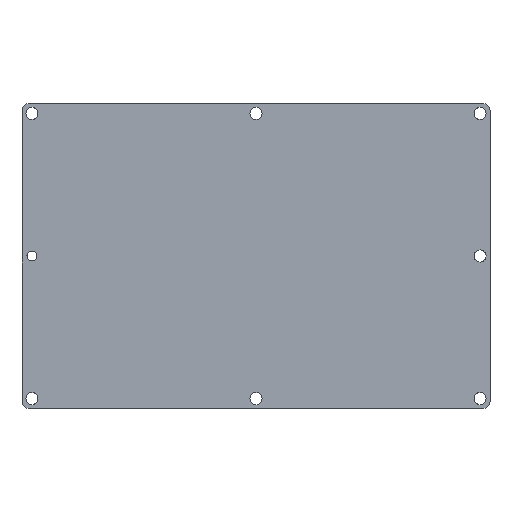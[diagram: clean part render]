
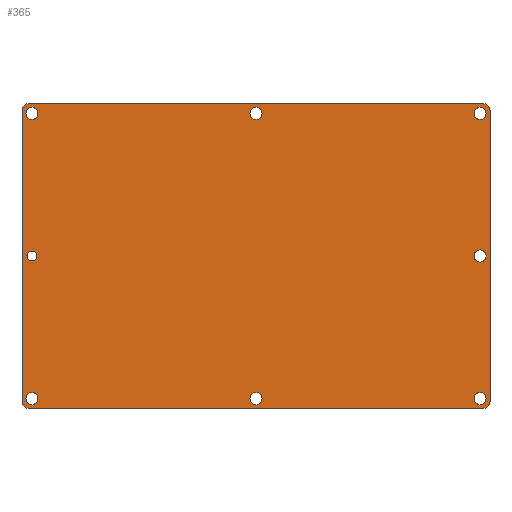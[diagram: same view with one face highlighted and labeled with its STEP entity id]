
A CAD part, top view. The second image highlights one B-rep face of the part: STEP entity #365.
In plain terms, the highlighted planar face has unit normal (0, 0, 1).
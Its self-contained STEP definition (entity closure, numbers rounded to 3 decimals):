
#15=FACE_BOUND('',#72,.T.);
#16=FACE_BOUND('',#73,.T.);
#17=FACE_BOUND('',#74,.T.);
#18=FACE_BOUND('',#75,.T.);
#19=FACE_BOUND('',#76,.T.);
#20=FACE_BOUND('',#77,.T.);
#21=FACE_BOUND('',#78,.T.);
#22=FACE_BOUND('',#79,.T.);
#35=PLANE('',#421);
#53=FACE_OUTER_BOUND('',#71,.T.);
#71=EDGE_LOOP('',(#305,#306,#307,#308,#309,#310,#311,#312));
#72=EDGE_LOOP('',(#313));
#73=EDGE_LOOP('',(#314));
#74=EDGE_LOOP('',(#315));
#75=EDGE_LOOP('',(#316));
#76=EDGE_LOOP('',(#317));
#77=EDGE_LOOP('',(#318));
#78=EDGE_LOOP('',(#319));
#79=EDGE_LOOP('',(#320));
#96=LINE('',#579,#120);
#101=LINE('',#593,#125);
#105=LINE('',#605,#129);
#109=LINE('',#617,#133);
#120=VECTOR('',#476,10.);
#125=VECTOR('',#489,10.);
#129=VECTOR('',#501,10.);
#133=VECTOR('',#513,10.);
#137=CIRCLE('',#382,2.3);
#139=CIRCLE('',#385,2.3);
#141=CIRCLE('',#388,2.3);
#143=CIRCLE('',#391,2.3);
#145=CIRCLE('',#394,2.3);
#147=CIRCLE('',#397,2.3);
#149=CIRCLE('',#400,2.3);
#151=CIRCLE('',#404,2.8);
#153=CIRCLE('',#408,2.8);
#155=CIRCLE('',#412,2.8);
#157=CIRCLE('',#416,2.8);
#159=CIRCLE('',#419,1.9);
#161=VERTEX_POINT('',#535);
#163=VERTEX_POINT('',#541);
#165=VERTEX_POINT('',#547);
#167=VERTEX_POINT('',#553);
#169=VERTEX_POINT('',#559);
#171=VERTEX_POINT('',#565);
#173=VERTEX_POINT('',#571);
#175=VERTEX_POINT('',#577);
#176=VERTEX_POINT('',#578);
#179=VERTEX_POINT('',#586);
#181=VERTEX_POINT('',#592);
#183=VERTEX_POINT('',#598);
#185=VERTEX_POINT('',#604);
#187=VERTEX_POINT('',#610);
#189=VERTEX_POINT('',#616);
#191=VERTEX_POINT('',#625);
#193=EDGE_CURVE('',#161,#161,#137,.T.);
#196=EDGE_CURVE('',#163,#163,#139,.T.);
#199=EDGE_CURVE('',#165,#165,#141,.T.);
#202=EDGE_CURVE('',#167,#167,#143,.T.);
#205=EDGE_CURVE('',#169,#169,#145,.T.);
#208=EDGE_CURVE('',#171,#171,#147,.T.);
#211=EDGE_CURVE('',#173,#173,#149,.T.);
#214=EDGE_CURVE('',#175,#176,#96,.T.);
#218=EDGE_CURVE('',#179,#175,#151,.T.);
#221=EDGE_CURVE('',#181,#179,#101,.T.);
#224=EDGE_CURVE('',#183,#181,#153,.T.);
#227=EDGE_CURVE('',#185,#183,#105,.T.);
#230=EDGE_CURVE('',#187,#185,#155,.T.);
#233=EDGE_CURVE('',#189,#187,#109,.T.);
#236=EDGE_CURVE('',#176,#189,#157,.T.);
#238=EDGE_CURVE('',#191,#191,#159,.T.);
#305=ORIENTED_EDGE('',*,*,#214,.T.);
#306=ORIENTED_EDGE('',*,*,#236,.T.);
#307=ORIENTED_EDGE('',*,*,#233,.T.);
#308=ORIENTED_EDGE('',*,*,#230,.T.);
#309=ORIENTED_EDGE('',*,*,#227,.T.);
#310=ORIENTED_EDGE('',*,*,#224,.T.);
#311=ORIENTED_EDGE('',*,*,#221,.T.);
#312=ORIENTED_EDGE('',*,*,#218,.T.);
#313=ORIENTED_EDGE('',*,*,#193,.T.);
#314=ORIENTED_EDGE('',*,*,#196,.T.);
#315=ORIENTED_EDGE('',*,*,#199,.T.);
#316=ORIENTED_EDGE('',*,*,#202,.T.);
#317=ORIENTED_EDGE('',*,*,#205,.T.);
#318=ORIENTED_EDGE('',*,*,#208,.T.);
#319=ORIENTED_EDGE('',*,*,#211,.T.);
#320=ORIENTED_EDGE('',*,*,#238,.T.);
#365=ADVANCED_FACE('',(#53,#15,#16,#17,#18,#19,#20,#21,#22),#35,.T.);
#382=AXIS2_PLACEMENT_3D('',#536,#427,#428);
#385=AXIS2_PLACEMENT_3D('',#542,#434,#435);
#388=AXIS2_PLACEMENT_3D('',#548,#441,#442);
#391=AXIS2_PLACEMENT_3D('',#554,#448,#449);
#394=AXIS2_PLACEMENT_3D('',#560,#455,#456);
#397=AXIS2_PLACEMENT_3D('',#566,#462,#463);
#400=AXIS2_PLACEMENT_3D('',#572,#469,#470);
#404=AXIS2_PLACEMENT_3D('',#587,#482,#483);
#408=AXIS2_PLACEMENT_3D('',#599,#494,#495);
#412=AXIS2_PLACEMENT_3D('',#611,#506,#507);
#416=AXIS2_PLACEMENT_3D('',#622,#518,#519);
#419=AXIS2_PLACEMENT_3D('',#626,#524,#525);
#421=AXIS2_PLACEMENT_3D('',#630,#529,#530);
#427=DIRECTION('center_axis',(0.,0.,-1.));
#428=DIRECTION('ref_axis',(-1.,0.,0.));
#434=DIRECTION('center_axis',(0.,0.,-1.));
#435=DIRECTION('ref_axis',(-1.,0.,0.));
#441=DIRECTION('center_axis',(0.,0.,-1.));
#442=DIRECTION('ref_axis',(-1.,0.,0.));
#448=DIRECTION('center_axis',(0.,0.,-1.));
#449=DIRECTION('ref_axis',(-1.,0.,0.));
#455=DIRECTION('center_axis',(0.,0.,-1.));
#456=DIRECTION('ref_axis',(-1.,0.,0.));
#462=DIRECTION('center_axis',(0.,0.,-1.));
#463=DIRECTION('ref_axis',(-1.,0.,0.));
#469=DIRECTION('center_axis',(0.,0.,-1.));
#470=DIRECTION('ref_axis',(-1.,0.,0.));
#476=DIRECTION('',(0.,-1.,0.));
#482=DIRECTION('center_axis',(0.,0.,1.));
#483=DIRECTION('ref_axis',(0.,1.,0.));
#489=DIRECTION('',(-1.,0.,0.));
#494=DIRECTION('center_axis',(0.,0.,1.));
#495=DIRECTION('ref_axis',(1.,0.,0.));
#501=DIRECTION('',(0.,1.,0.));
#506=DIRECTION('center_axis',(0.,0.,1.));
#507=DIRECTION('ref_axis',(0.,-1.,0.));
#513=DIRECTION('',(1.,0.,0.));
#518=DIRECTION('center_axis',(0.,0.,1.));
#519=DIRECTION('ref_axis',(-1.,0.,0.));
#524=DIRECTION('center_axis',(0.,0.,-1.));
#525=DIRECTION('ref_axis',(-1.,0.,0.));
#529=DIRECTION('center_axis',(0.,0.,1.));
#530=DIRECTION('ref_axis',(-1.,0.,0.));
#535=CARTESIAN_POINT('',(87.8,-13.294,126.8));
#536=CARTESIAN_POINT('Origin',(85.5,-13.294,126.8));
#541=CARTESIAN_POINT('',(-83.2,95.5,126.8));
#542=CARTESIAN_POINT('Origin',(-85.5,95.5,126.8));
#547=CARTESIAN_POINT('',(87.8,41.103,126.8));
#548=CARTESIAN_POINT('Origin',(85.5,41.103,126.8));
#553=CARTESIAN_POINT('',(2.3,-13.294,126.8));
#554=CARTESIAN_POINT('Origin',(0.,-13.294,126.8));
#559=CARTESIAN_POINT('',(2.3,95.5,126.8));
#560=CARTESIAN_POINT('Origin',(0.,95.5,126.8));
#565=CARTESIAN_POINT('',(87.8,95.5,126.8));
#566=CARTESIAN_POINT('Origin',(85.5,95.5,126.8));
#571=CARTESIAN_POINT('',(-83.2,-13.294,126.8));
#572=CARTESIAN_POINT('Origin',(-85.5,-13.294,126.8));
#577=CARTESIAN_POINT('',(-89.3,96.5,126.8));
#578=CARTESIAN_POINT('',(-89.3,-14.294,126.8));
#579=CARTESIAN_POINT('',(-89.3,68.802,126.8));
#586=CARTESIAN_POINT('',(-86.5,99.3,126.8));
#587=CARTESIAN_POINT('Origin',(-86.5,96.5,126.8));
#592=CARTESIAN_POINT('',(86.5,99.3,126.8));
#593=CARTESIAN_POINT('',(43.25,99.3,126.8));
#598=CARTESIAN_POINT('',(89.3,96.5,126.8));
#599=CARTESIAN_POINT('Origin',(86.5,96.5,126.8));
#604=CARTESIAN_POINT('',(89.3,-14.294,126.8));
#605=CARTESIAN_POINT('',(89.3,13.405,126.8));
#610=CARTESIAN_POINT('',(86.5,-17.094,126.8));
#611=CARTESIAN_POINT('Origin',(86.5,-14.294,126.8));
#616=CARTESIAN_POINT('',(-86.5,-17.094,126.8));
#617=CARTESIAN_POINT('',(-43.25,-17.094,126.8));
#622=CARTESIAN_POINT('Origin',(-86.5,-14.294,126.8));
#625=CARTESIAN_POINT('',(-83.6,41.103,126.8));
#626=CARTESIAN_POINT('Origin',(-85.5,41.103,126.8));
#630=CARTESIAN_POINT('Origin',(0.,41.103,126.8));
